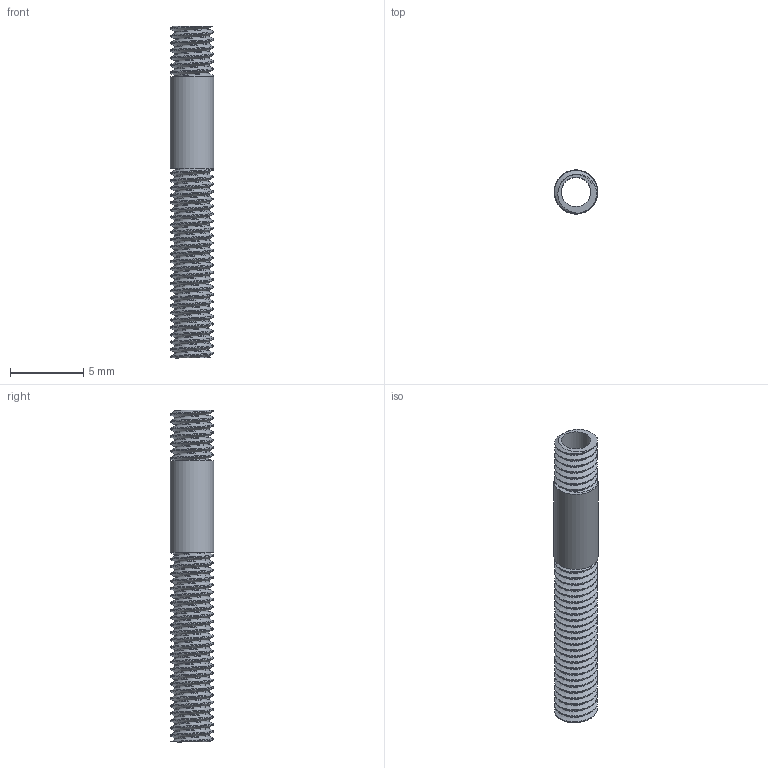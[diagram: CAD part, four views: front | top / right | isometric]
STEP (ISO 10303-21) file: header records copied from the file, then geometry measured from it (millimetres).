
FILE_DESCRIPTION(/* description */ (''),/* implementation_level */ '2;1');
FILE_NAME(/* name */ 'THROAT1.step',/* time_stamp */ '2026-02-05T18:53:29+09:00',/* author */ (''),/* organization */ (''),/* preprocessor_version */ 'ST-DEVELOPER v20.1',/* originating_system */ 'Autodesk Translation Framework v14.21.0.0',/* authorisation */ '');
FILE_SCHEMA (('AUTOMOTIVE_DESIGN { 1 0 10303 214 3 1 1 }'));
Length unit declared in the file: millimetre
Products named in the file (1): FusionComponent
Bounding box: 2.99 x 2.99 x 22.6 mm (x, y, z)
Volume: 62.3 mm3; surface area: 433.4 mm2
Topology: 1 solids, 1 shells, 80 faces, 228 edges, 152 vertices
Faces by surface type: cylinder 72, plane 4, bspline 4
Full cylindrical faces by diameter (mm): 2 x1, 2.356 x12, 2.927 x21, 3 x1
Entity records: 6716 total; most frequent: CARTESIAN_POINT 4874, ORIENTED_EDGE 456, DIRECTION 248, EDGE_CURVE 228, VERTEX_POINT 152, B_SPLINE_CURVE_WITH_KNOTS 147, AXIS2_PLACEMENT_3D 90, EDGE_LOOP 84
